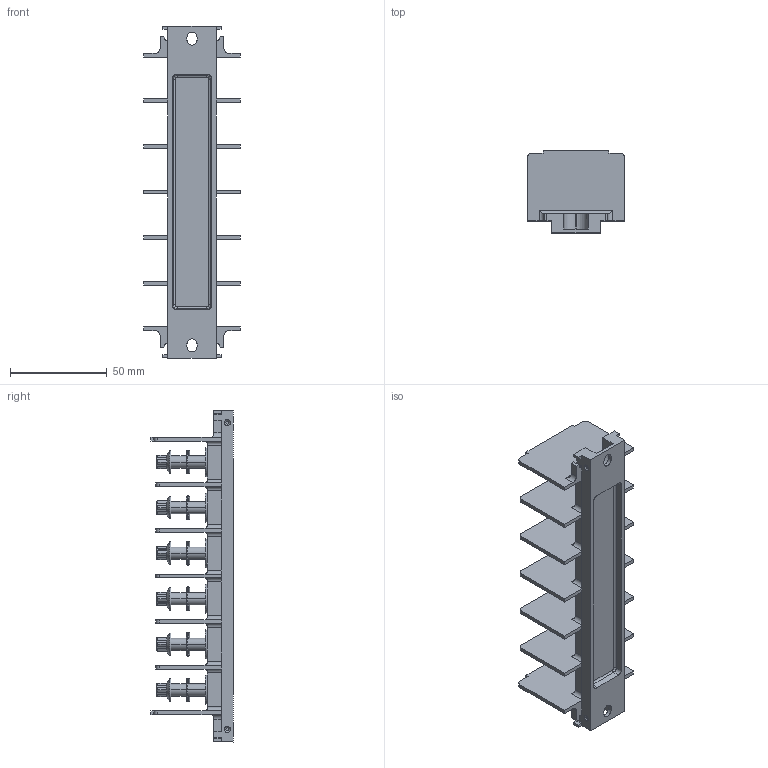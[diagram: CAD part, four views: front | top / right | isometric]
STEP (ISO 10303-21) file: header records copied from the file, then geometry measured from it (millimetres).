
FILE_DESCRIPTION((''),'2;1');
FILE_NAME('32406064004','2020-09-01T',('presta_be4'),(''),'CREO PARAMETRIC BY PTC INC, 2018360','CREO PARAMETRIC BY PTC INC, 2018360','');
FILE_SCHEMA(('CONFIG_CONTROL_DESIGN'));
Length unit declared in the file: millimetre
Products named in the file (1): 32406064004
Bounding box: 50 x 42.5 x 171.2 mm (x, y, z)
Volume: 67777.4 mm3; surface area: 43847.3 mm2
Topology: 7 solids, 7 shells, 617 faces, 1690 edges, 1102 vertices
Faces by surface type: plane 317, cylinder 212, cone 72, torus 12, bspline 4
Entity records: 23031 total; most frequent: CARTESIAN_POINT 7897, ORIENTED_EDGE 3372, DIRECTION 2845, EDGE_CURVE 1686, VERTEX_POINT 1102, AXIS2_PLACEMENT_3D 994, VECTOR 857, LINE 857
